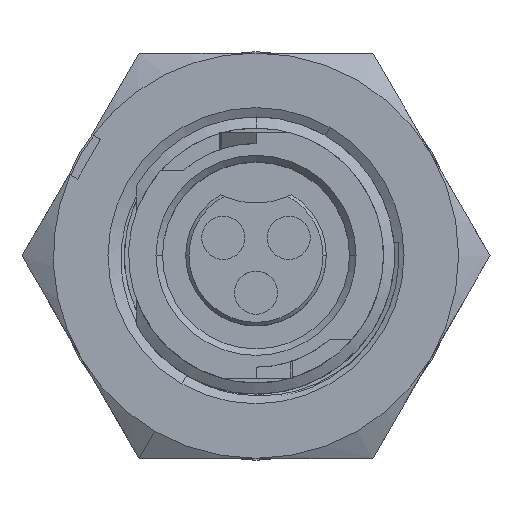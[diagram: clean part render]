
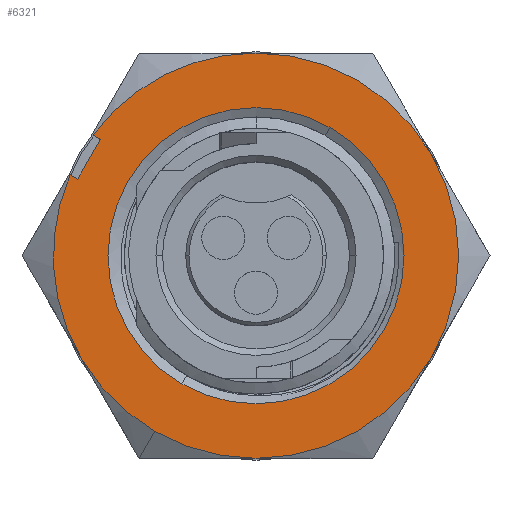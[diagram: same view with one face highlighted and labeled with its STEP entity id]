
A CAD part, top view. The second image highlights one B-rep face of the part: STEP entity #6321.
In plain terms, the highlighted planar face has unit normal (0, 0, 1).
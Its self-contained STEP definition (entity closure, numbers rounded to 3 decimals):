
#83 = DIRECTION ( 'NONE',  ( -0.5, -0.866, 0. ) ) ;
#109 = EDGE_CURVE ( 'NONE', #124, #12913, #10619, .T. ) ;
#124 = VERTEX_POINT ( 'NONE', #8816 ) ;
#201 = VERTEX_POINT ( 'NONE', #7820 ) ;
#210 = VERTEX_POINT ( 'NONE', #13221 ) ;
#489 = ORIENTED_EDGE ( 'NONE', *, *, #1247, .F. ) ;
#594 = CIRCLE ( 'NONE', #5233, 7.874 ) ;
#685 = ORIENTED_EDGE ( 'NONE', *, *, #10520, .F. ) ;
#764 = CARTESIAN_POINT ( 'NONE',  ( -6.045, 4.516, 10.236 ) ) ;
#840 = DIRECTION ( 'NONE',  ( -0.5, -0.866, 0. ) ) ;
#930 = EDGE_CURVE ( 'NONE', #201, #9075, #9669, .T. ) ;
#1090 = CIRCLE ( 'NONE', #12221, 7.874 ) ;
#1102 = DIRECTION ( 'NONE',  ( 0., 0., -1. ) ) ;
#1179 = DIRECTION ( 'NONE',  ( -0.5, -0.866, 0. ) ) ;
#1191 = ORIENTED_EDGE ( 'NONE', *, *, #7020, .F. ) ;
#1247 = EDGE_CURVE ( 'NONE', #210, #201, #1323, .T. ) ;
#1249 = ORIENTED_EDGE ( 'NONE', *, *, #9921, .F. ) ;
#1323 = CIRCLE ( 'NONE', #8278, 7.874 ) ;
#1546 = CIRCLE ( 'NONE', #1812, 5.753 ) ;
#1773 = DIRECTION ( 'NONE',  ( 0.5, 0.866, 0. ) ) ;
#1812 = AXIS2_PLACEMENT_3D ( 'NONE', #8056, #10276, #6983 ) ;
#2068 = EDGE_LOOP ( 'NONE', ( #2577, #11016 ) ) ;
#2187 = CARTESIAN_POINT ( 'NONE',  ( 0., 0., 10.236 ) ) ;
#2577 = ORIENTED_EDGE ( 'NONE', *, *, #13711, .T. ) ;
#2715 = EDGE_CURVE ( 'NONE', #9798, #10235, #1546, .T. ) ;
#2753 = CARTESIAN_POINT ( 'NONE',  ( 2.877, 4.982, 10.236 ) ) ;
#2796 = DIRECTION ( 'NONE',  ( -0.5, -0.866, 0. ) ) ;
#2911 = VERTEX_POINT ( 'NONE', #764 ) ;
#2917 = CARTESIAN_POINT ( 'NONE',  ( -8.185, 3.699, 10.236 ) ) ;
#3342 = DIRECTION ( 'NONE',  ( 0., 0., -1. ) ) ;
#3385 = DIRECTION ( 'NONE',  ( 0., 0., -1. ) ) ;
#4008 = CARTESIAN_POINT ( 'NONE',  ( 0., 0., 10.236 ) ) ;
#4142 = VERTEX_POINT ( 'NONE', #12773 ) ;
#4163 = CARTESIAN_POINT ( 'NONE',  ( -6.934, 2.977, 10.236 ) ) ;
#4349 = EDGE_LOOP ( 'NONE', ( #1191, #13746, #7306, #8121, #7811, #1249, #685, #5856, #489, #8471 ) ) ;
#4559 = VECTOR ( 'NONE', #5672, 1000. ) ;
#4805 = CARTESIAN_POINT ( 'NONE',  ( -6.934, 2.977, 10.236 ) ) ;
#5183 = DIRECTION ( 'NONE',  ( -0.5, -0.866, 0. ) ) ;
#5219 = VECTOR ( 'NONE', #13372, 1000. ) ;
#5233 = AXIS2_PLACEMENT_3D ( 'NONE', #7728, #3342, #1179 ) ;
#5672 = DIRECTION ( 'NONE',  ( -0.866, 0.5, 0. ) ) ;
#5680 = VECTOR ( 'NONE', #1773, 1000. ) ;
#5856 = ORIENTED_EDGE ( 'NONE', *, *, #930, .F. ) ;
#5944 = EDGE_CURVE ( 'NONE', #12913, #2911, #9382, .T. ) ;
#5953 = CARTESIAN_POINT ( 'NONE',  ( 0., 0., 10.236 ) ) ;
#6090 = DIRECTION ( 'NONE',  ( 0., 0., -1. ) ) ;
#6179 = AXIS2_PLACEMENT_3D ( 'NONE', #9151, #11313, #12675 ) ;
#6321 = ADVANCED_FACE ( 'NONE', ( #12281, #11261 ), #6806, .F. ) ;
#6503 = VERTEX_POINT ( 'NONE', #11466 ) ;
#6523 = CARTESIAN_POINT ( 'NONE',  ( 0., 0., 10.236 ) ) ;
#6694 = CARTESIAN_POINT ( 'NONE',  ( -6.819, -3.937, 10.236 ) ) ;
#6806 = PLANE ( 'NONE',  #11705 ) ;
#6983 = DIRECTION ( 'NONE',  ( -0.5, -0.866, 0. ) ) ;
#7020 = EDGE_CURVE ( 'NONE', #13000, #6503, #13082, .T. ) ;
#7151 = AXIS2_PLACEMENT_3D ( 'NONE', #8752, #7598, #5183 ) ;
#7306 = ORIENTED_EDGE ( 'NONE', *, *, #5944, .F. ) ;
#7411 = VERTEX_POINT ( 'NONE', #6694 ) ;
#7528 = CIRCLE ( 'NONE', #13522, 5.753 ) ;
#7598 = DIRECTION ( 'NONE',  ( 0., 0., -1. ) ) ;
#7728 = CARTESIAN_POINT ( 'NONE',  ( 0., 0., 10.236 ) ) ;
#7811 = ORIENTED_EDGE ( 'NONE', *, *, #12259, .F. ) ;
#7820 = CARTESIAN_POINT ( 'NONE',  ( 6.819, -3.937, 10.236 ) ) ;
#7821 = EDGE_CURVE ( 'NONE', #6503, #210, #594, .T. ) ;
#7832 = DIRECTION ( 'NONE',  ( 0., 0., -1. ) ) ;
#7975 = DIRECTION ( 'NONE',  ( -0.5, -0.866, 0. ) ) ;
#8056 = CARTESIAN_POINT ( 'NONE',  ( 0., 0., 10.236 ) ) ;
#8121 = ORIENTED_EDGE ( 'NONE', *, *, #109, .F. ) ;
#8278 = AXIS2_PLACEMENT_3D ( 'NONE', #10270, #3385, #7975 ) ;
#8471 = ORIENTED_EDGE ( 'NONE', *, *, #7821, .F. ) ;
#8752 = CARTESIAN_POINT ( 'NONE',  ( 0., 0., 10.236 ) ) ;
#8816 = CARTESIAN_POINT ( 'NONE',  ( -7.22, 3.142, 10.236 ) ) ;
#9075 = VERTEX_POINT ( 'NONE', #14037 ) ;
#9151 = CARTESIAN_POINT ( 'NONE',  ( 0., 0., 10.236 ) ) ;
#9382 = LINE ( 'NONE', #4805, #5680 ) ;
#9669 = CIRCLE ( 'NONE', #7151, 7.874 ) ;
#9798 = VERTEX_POINT ( 'NONE', #13340 ) ;
#9921 = EDGE_CURVE ( 'NONE', #4142, #7411, #12874, .T. ) ;
#9942 = CARTESIAN_POINT ( 'NONE',  ( -7.296, 5.239, 10.236 ) ) ;
#10015 = DIRECTION ( 'NONE',  ( 0., 0., -1. ) ) ;
#10077 = AXIS2_PLACEMENT_3D ( 'NONE', #5953, #6090, #2796 ) ;
#10096 = DIRECTION ( 'NONE',  ( 0., -1., 0. ) ) ;
#10235 = VERTEX_POINT ( 'NONE', #2753 ) ;
#10270 = CARTESIAN_POINT ( 'NONE',  ( 0., 0., 10.236 ) ) ;
#10276 = DIRECTION ( 'NONE',  ( 0., 0., -1. ) ) ;
#10520 = EDGE_CURVE ( 'NONE', #9075, #4142, #10551, .T. ) ;
#10551 = CIRCLE ( 'NONE', #6179, 7.874 ) ;
#10619 = LINE ( 'NONE', #2917, #5219 ) ;
#11016 = ORIENTED_EDGE ( 'NONE', *, *, #2715, .T. ) ;
#11147 = DIRECTION ( 'NONE',  ( -0.5, -0.866, 0. ) ) ;
#11191 = CARTESIAN_POINT ( 'NONE',  ( 13.638, -7.874, 10.236 ) ) ;
#11261 = FACE_OUTER_BOUND ( 'NONE', #4349, .T. ) ;
#11313 = DIRECTION ( 'NONE',  ( 0., 0., -1. ) ) ;
#11466 = CARTESIAN_POINT ( 'NONE',  ( 0., 7.874, 10.236 ) ) ;
#11544 = CARTESIAN_POINT ( 'NONE',  ( -6.331, 4.682, 10.236 ) ) ;
#11705 = AXIS2_PLACEMENT_3D ( 'NONE', #11191, #1102, #10096 ) ;
#12221 = AXIS2_PLACEMENT_3D ( 'NONE', #2187, #10015, #83 ) ;
#12259 = EDGE_CURVE ( 'NONE', #7411, #124, #1090, .T. ) ;
#12281 = FACE_BOUND ( 'NONE', #2068, .T. ) ;
#12314 = EDGE_CURVE ( 'NONE', #2911, #13000, #13267, .T. ) ;
#12675 = DIRECTION ( 'NONE',  ( -0.5, -0.866, 0. ) ) ;
#12773 = CARTESIAN_POINT ( 'NONE',  ( -3.937, -6.819, 10.236 ) ) ;
#12874 = CIRCLE ( 'NONE', #13348, 7.874 ) ;
#12913 = VERTEX_POINT ( 'NONE', #4163 ) ;
#13000 = VERTEX_POINT ( 'NONE', #11544 ) ;
#13082 = CIRCLE ( 'NONE', #10077, 7.874 ) ;
#13221 = CARTESIAN_POINT ( 'NONE',  ( 6.819, 3.937, 10.236 ) ) ;
#13267 = LINE ( 'NONE', #9942, #4559 ) ;
#13340 = CARTESIAN_POINT ( 'NONE',  ( -2.877, -4.982, 10.236 ) ) ;
#13348 = AXIS2_PLACEMENT_3D ( 'NONE', #4008, #13944, #840 ) ;
#13372 = DIRECTION ( 'NONE',  ( 0.866, -0.5, 0. ) ) ;
#13522 = AXIS2_PLACEMENT_3D ( 'NONE', #6523, #7832, #11147 ) ;
#13711 = EDGE_CURVE ( 'NONE', #10235, #9798, #7528, .T. ) ;
#13746 = ORIENTED_EDGE ( 'NONE', *, *, #12314, .F. ) ;
#13944 = DIRECTION ( 'NONE',  ( 0., 0., -1. ) ) ;
#14037 = CARTESIAN_POINT ( 'NONE',  ( 0., -7.874, 10.236 ) ) ;
